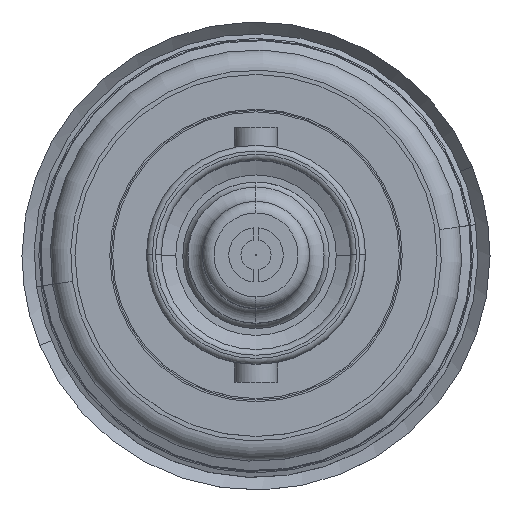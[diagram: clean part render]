
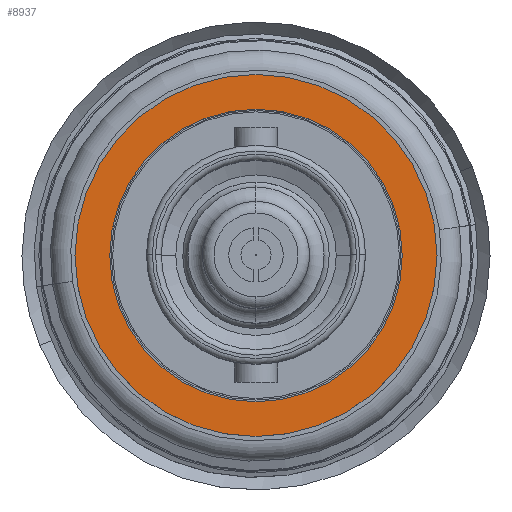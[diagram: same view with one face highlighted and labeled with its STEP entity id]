
A CAD part, top view. The second image highlights one B-rep face of the part: STEP entity #8937.
In plain terms, the highlighted planar face has unit normal (0, 0, 1).
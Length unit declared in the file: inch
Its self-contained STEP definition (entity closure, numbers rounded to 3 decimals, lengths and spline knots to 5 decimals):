
#2376 = FACE_BOUND ( 'NONE', #4970, .T. ) ;
#2384 = FACE_OUTER_BOUND ( 'NONE', #4958, .T. ) ;
#4468 = ORIENTED_EDGE ( 'NONE', *, *, #7093, .F. ) ;
#4469 = ORIENTED_EDGE ( 'NONE', *, *, #7097, .F. ) ;
#4470 = ORIENTED_EDGE ( 'NONE', *, *, #7101, .T. ) ;
#4471 = ORIENTED_EDGE ( 'NONE', *, *, #7092, .T. ) ;
#4958 = EDGE_LOOP ( 'NONE', ( #4468, #4469 ) ) ;
#4970 = EDGE_LOOP ( 'NONE', ( #4470, #4471 ) ) ;
#5380 = VERTEX_POINT ( 'NONE', #6028 ) ;
#5381 = VERTEX_POINT ( 'NONE', #6027 ) ;
#5387 = VERTEX_POINT ( 'NONE', #6020 ) ;
#5388 = VERTEX_POINT ( 'NONE', #6019 ) ;
#6019 = CARTESIAN_POINT ( 'NONE',  ( 0., -0.3125, 1.03424 ) ) ;
#6020 = CARTESIAN_POINT ( 'NONE',  ( 0., 0.3125, 1.03424 ) ) ;
#6027 = CARTESIAN_POINT ( 'NONE',  ( 0., 0.2525, 1.03424 ) ) ;
#6028 = CARTESIAN_POINT ( 'NONE',  ( 0., -0.2525, 1.03424 ) ) ;
#6490 = AXIS2_PLACEMENT_3D ( 'NONE', #7971, #7972, #7973 ) ;
#6491 = AXIS2_PLACEMENT_3D ( 'NONE', #7974, #7975, #7976 ) ;
#6494 = AXIS2_PLACEMENT_3D ( 'NONE', #7987, #7988, #7989 ) ;
#6496 = AXIS2_PLACEMENT_3D ( 'NONE', #7994, #7995, #7996 ) ;
#6576 = AXIS2_PLACEMENT_3D ( 'NONE', #8431, #8436, #8437 ) ;
#7092 = EDGE_CURVE ( 'NONE', #5381, #5380, #7722, .T. ) ;
#7093 = EDGE_CURVE ( 'NONE', #5388, #5387, #7723, .T. ) ;
#7097 = EDGE_CURVE ( 'NONE', #5387, #5388, #7716, .T. ) ;
#7101 = EDGE_CURVE ( 'NONE', #5380, #5381, #7710, .T. ) ;
#7710 = CIRCLE ( 'NONE', #6496, 0.2525 ) ;
#7716 = CIRCLE ( 'NONE', #6494, 0.3125 ) ;
#7722 = CIRCLE ( 'NONE', #6490, 0.2525 ) ;
#7723 = CIRCLE ( 'NONE', #6491, 0.3125 ) ;
#7971 = CARTESIAN_POINT ( 'NONE',  ( 0., 0., 1.03424 ) ) ;
#7972 = DIRECTION ( 'NONE',  ( 0., 0., -1. ) ) ;
#7973 = DIRECTION ( 'NONE',  ( 0., 1., 0. ) ) ;
#7974 = CARTESIAN_POINT ( 'NONE',  ( 0., 0., 1.03424 ) ) ;
#7975 = DIRECTION ( 'NONE',  ( 0., 0., -1. ) ) ;
#7976 = DIRECTION ( 'NONE',  ( 0., 1., 0. ) ) ;
#7987 = CARTESIAN_POINT ( 'NONE',  ( 0., 0., 1.03424 ) ) ;
#7988 = DIRECTION ( 'NONE',  ( 0., 0., -1. ) ) ;
#7989 = DIRECTION ( 'NONE',  ( 0., 1., 0. ) ) ;
#7994 = CARTESIAN_POINT ( 'NONE',  ( 0., 0., 1.03424 ) ) ;
#7995 = DIRECTION ( 'NONE',  ( 0., 0., -1. ) ) ;
#7996 = DIRECTION ( 'NONE',  ( 0., 1., 0. ) ) ;
#8429 = PLANE ( 'NONE',  #6576 ) ;
#8431 = CARTESIAN_POINT ( 'NONE',  ( 0., 0., 1.03424 ) ) ;
#8436 = DIRECTION ( 'NONE',  ( 0., 0., -1. ) ) ;
#8437 = DIRECTION ( 'NONE',  ( 0., 1., 0. ) ) ;
#8937 = ADVANCED_FACE ( 'NONE', ( #2384, #2376 ), #8429, .F. ) ;
